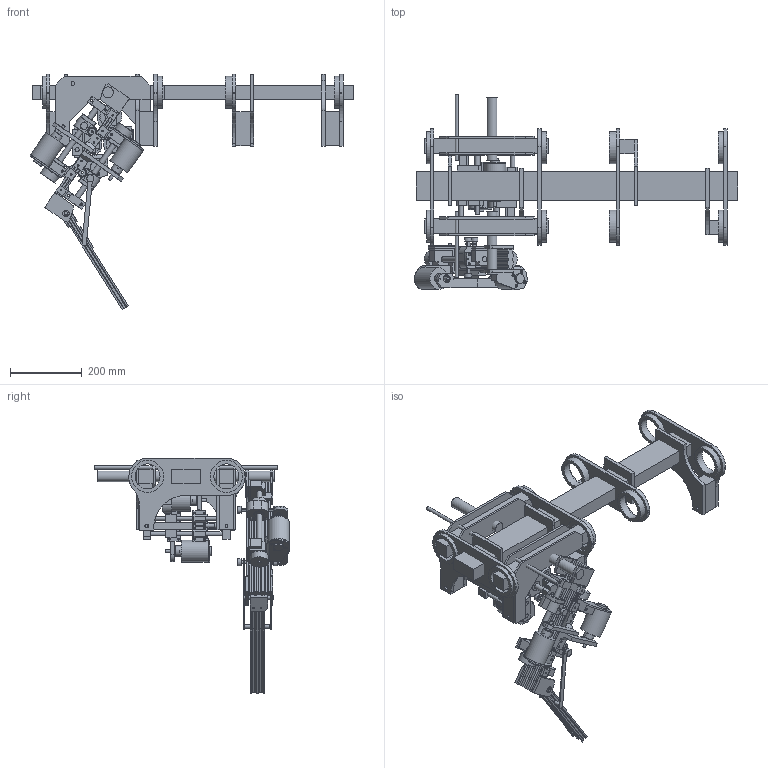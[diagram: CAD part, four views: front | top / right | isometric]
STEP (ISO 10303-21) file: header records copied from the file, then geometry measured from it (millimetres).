
FILE_DESCRIPTION(/* description */ (''),/* implementation_level */ '2;1');
FILE_NAME(/* name */ '63e559bf-8fc3-4260-a0d0-cdbdcbbcb5d0.stp',/* time_stamp */ '2018-06-28T19:57:44+00:00',/* author */ (''),/* organization */ (''),/* preprocessor_version */ 'ST-DEVELOPER v17',/* originating_system */ 'Autodesk Translation Framework v7.1.0.215',/* authorisation */ '');
FILE_SCHEMA (('AUTOMOTIVE_DESIGN { 1 0 10303 214 3 1 1 }'));
Length unit declared in the file: millimetre
Products named in the file (16): DogV4; hip (1); hip; leg; 4020; LINKAGE; ballNut; 6020 assy; slideblock  (1); linear_actuator v28; motor v1; motor_mount2 (1); hip (2); linear_actuator v28_1; slider; motor_mount2 (1) (1)
Assembly tree (16 placements, depth 3):
  DogV4
    hip (1)
      hip
    leg
      4020
      LINKAGE
      ballNut
      6020 assy
      slideblock  (1)
    linear_actuator v28
      slider
      motor v1
      motor_mount2 (1)
    hip (2)
    linear_actuator v28_1
      slider
    motor_mount2 (1) (1)
Bounding box: 905.47 x 546.2 x 657.55 mm (x, y, z)
Volume: 11797153.9 mm3; surface area: 2244435.7 mm2
Topology: 120 solids, 120 shells, 1405 faces, 3421 edges, 2292 vertices
Faces by surface type: plane 891, cylinder 464, cone 28, bspline 22
Full cylindrical faces by diameter (mm): 2.8 x8, 3.1 x16, 3.5 x4, 4.5 x38, 5 x46, 5.5 x16, 6 x42, 6.2 x16, 8 x16, 9.5 x6, 10 x24, 10.5 x4, 12 x16, 15 x16, 16.25 x4, 17 x4, 18 x4, 19.5 x4, 20.5 x8, 22.25 x4, 25 x4, 26.6 x4, 27 x8, 28 x4, 29 x8, 30 x2, 50 x2, 61 x4, 70 x8, 90 x16
Entity records: 42084 total; most frequent: CARTESIAN_POINT 7675, DIRECTION 7049, ORIENTED_EDGE 6636, EDGE_CURVE 3318, AXIS2_PLACEMENT_3D 2425, VERTEX_POINT 2223, LINE 2199, VECTOR 2199
